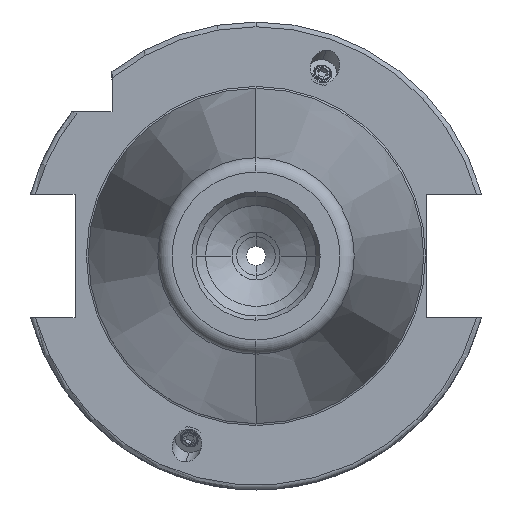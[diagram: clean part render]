
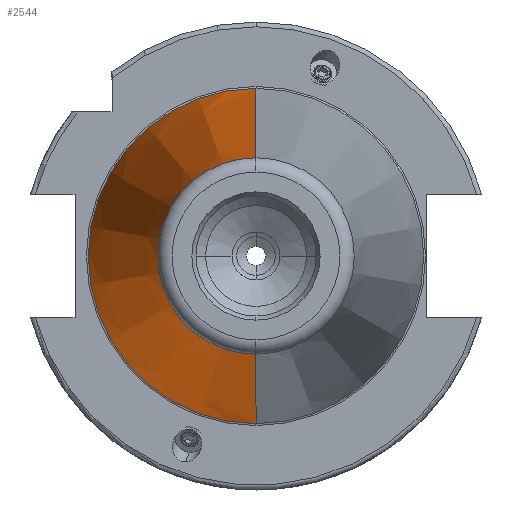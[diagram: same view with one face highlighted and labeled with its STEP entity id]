
A CAD part, left-side view. The second image highlights one B-rep face of the part: STEP entity #2544.
In plain terms, the highlighted conical face has half-angle 8.297 degrees and reference radius 34.925 mm.
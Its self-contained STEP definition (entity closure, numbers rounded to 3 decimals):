
#29 = LINE ( 'NONE', #5788, #872 ) ;
#576 = CARTESIAN_POINT ( 'NONE',  ( 0., 0., -34.925 ) ) ;
#712 = VERTEX_POINT ( 'NONE', #4733 ) ;
#746 = CARTESIAN_POINT ( 'NONE',  ( -99.183, 0., -20.461 ) ) ;
#779 = CARTESIAN_POINT ( 'NONE',  ( -99.183, 0., 0. ) ) ;
#872 = VECTOR ( 'NONE', #1382, 1000. ) ;
#918 = DIRECTION ( 'NONE',  ( -1., 0., 0. ) ) ;
#985 = ORIENTED_EDGE ( 'NONE', *, *, #1797, .F. ) ;
#1201 = CARTESIAN_POINT ( 'NONE',  ( 0., 0., 0. ) ) ;
#1382 = DIRECTION ( 'NONE',  ( 0.99, 0., -0.144 ) ) ;
#1573 = ORIENTED_EDGE ( 'NONE', *, *, #3977, .T. ) ;
#1797 = EDGE_CURVE ( 'NONE', #6171, #4663, #6155, .T. ) ;
#1956 = AXIS2_PLACEMENT_3D ( 'NONE', #779, #4636, #4667 ) ;
#2062 = ORIENTED_EDGE ( 'NONE', *, *, #5425, .T. ) ;
#2079 = CARTESIAN_POINT ( 'NONE',  ( 0., 0., 34.925 ) ) ;
#2171 = FACE_OUTER_BOUND ( 'NONE', #4640, .T. ) ;
#2497 = CARTESIAN_POINT ( 'NONE',  ( 0., 0., 0. ) ) ;
#2520 = VECTOR ( 'NONE', #5484, 1000. ) ;
#2544 = ADVANCED_FACE ( 'NONE', ( #2171 ), #4069, .T. ) ;
#3217 = ORIENTED_EDGE ( 'NONE', *, *, #4867, .F. ) ;
#3558 = DIRECTION ( 'NONE',  ( 1., 0., 0. ) ) ;
#3964 = AXIS2_PLACEMENT_3D ( 'NONE', #1201, #3558, #5997 ) ;
#3977 = EDGE_CURVE ( 'NONE', #712, #4974, #5329, .T. ) ;
#4008 = LINE ( 'NONE', #2079, #2520 ) ;
#4069 = CONICAL_SURFACE ( 'NONE', #3964, 34.925, 0.145 ) ;
#4393 = DIRECTION ( 'NONE',  ( 0., 0., 1. ) ) ;
#4636 = DIRECTION ( 'NONE',  ( -1., 0., 0. ) ) ;
#4640 = EDGE_LOOP ( 'NONE', ( #985, #2062, #1573, #3217 ) ) ;
#4663 = VERTEX_POINT ( 'NONE', #746 ) ;
#4667 = DIRECTION ( 'NONE',  ( 0., 0., 1. ) ) ;
#4733 = CARTESIAN_POINT ( 'NONE',  ( 0., 0., 34.925 ) ) ;
#4867 = EDGE_CURVE ( 'NONE', #4663, #4974, #29, .T. ) ;
#4974 = VERTEX_POINT ( 'NONE', #576 ) ;
#5329 = CIRCLE ( 'NONE', #6145, 34.925 ) ;
#5425 = EDGE_CURVE ( 'NONE', #6171, #712, #4008, .T. ) ;
#5484 = DIRECTION ( 'NONE',  ( 0.99, 0., 0.144 ) ) ;
#5788 = CARTESIAN_POINT ( 'NONE',  ( 0., 0., -34.925 ) ) ;
#5845 = CARTESIAN_POINT ( 'NONE',  ( -99.183, 0., 20.461 ) ) ;
#5997 = DIRECTION ( 'NONE',  ( 0., 0., -1. ) ) ;
#6145 = AXIS2_PLACEMENT_3D ( 'NONE', #2497, #918, #4393 ) ;
#6155 = CIRCLE ( 'NONE', #1956, 20.461 ) ;
#6171 = VERTEX_POINT ( 'NONE', #5845 ) ;
